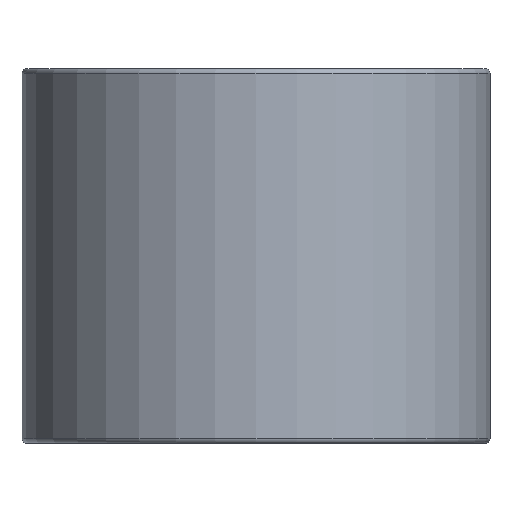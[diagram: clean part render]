
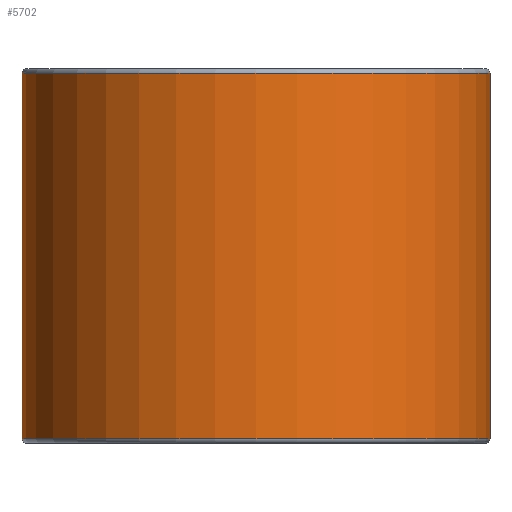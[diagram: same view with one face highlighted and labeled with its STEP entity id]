
A CAD part, left-side view. The second image highlights one B-rep face of the part: STEP entity #5702.
In plain terms, the highlighted cylindrical face has radius 15.875 mm (diameter 31.75 mm), a partial arc.
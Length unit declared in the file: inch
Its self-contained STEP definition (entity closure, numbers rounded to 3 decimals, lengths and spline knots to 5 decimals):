
#85 = AXIS2_PLACEMENT_3D ( 'NONE', #2559, #4761, #5625 ) ;
#104 = VECTOR ( 'NONE', #4691, 39.37008 ) ;
#118 = ORIENTED_EDGE ( 'NONE', *, *, #2146, .T. ) ;
#158 = EDGE_CURVE ( 'NONE', #1461, #1789, #4619, .T. ) ;
#233 = CYLINDRICAL_SURFACE ( 'NONE', #4728, 0.625 ) ;
#643 = AXIS2_PLACEMENT_3D ( 'NONE', #4667, #5540, #2315 ) ;
#1094 = FACE_OUTER_BOUND ( 'NONE', #4639, .T. ) ;
#1393 = ORIENTED_EDGE ( 'NONE', *, *, #2198, .T. ) ;
#1461 = VERTEX_POINT ( 'NONE', #4811 ) ;
#1576 = CARTESIAN_POINT ( 'NONE',  ( 0., -0.625, -0.4875 ) ) ;
#1617 = DIRECTION ( 'NONE',  ( 0., 0., 1. ) ) ;
#1750 = CARTESIAN_POINT ( 'NONE',  ( 0., -0.625, 0.4875 ) ) ;
#1789 = VERTEX_POINT ( 'NONE', #5217 ) ;
#2146 = EDGE_CURVE ( 'NONE', #3463, #1789, #5734, .T. ) ;
#2198 = EDGE_CURVE ( 'NONE', #1461, #4610, #5167, .T. ) ;
#2315 = DIRECTION ( 'NONE',  ( 0., 1., 0. ) ) ;
#2470 = ORIENTED_EDGE ( 'NONE', *, *, #3792, .T. ) ;
#2559 = CARTESIAN_POINT ( 'NONE',  ( 0., 0., -0.4875 ) ) ;
#2768 = CARTESIAN_POINT ( 'NONE',  ( 0., 0.625, 0.5 ) ) ;
#2888 = CARTESIAN_POINT ( 'NONE',  ( 0., 0., 0.5 ) ) ;
#3074 = VECTOR ( 'NONE', #3248, 39.37008 ) ;
#3248 = DIRECTION ( 'NONE',  ( 0., 0., 1. ) ) ;
#3463 = VERTEX_POINT ( 'NONE', #1750 ) ;
#3792 = EDGE_CURVE ( 'NONE', #4610, #3463, #4783, .T. ) ;
#4175 = DIRECTION ( 'NONE',  ( 0., -1., 0. ) ) ;
#4610 = VERTEX_POINT ( 'NONE', #1576 ) ;
#4619 = LINE ( 'NONE', #2768, #3074 ) ;
#4639 = EDGE_LOOP ( 'NONE', ( #4879, #1393, #2470, #118 ) ) ;
#4667 = CARTESIAN_POINT ( 'NONE',  ( 0., 0., 0.4875 ) ) ;
#4691 = DIRECTION ( 'NONE',  ( 0., 0., 1. ) ) ;
#4728 = AXIS2_PLACEMENT_3D ( 'NONE', #2888, #1617, #4175 ) ;
#4761 = DIRECTION ( 'NONE',  ( 0., 0., 1. ) ) ;
#4783 = LINE ( 'NONE', #5704, #104 ) ;
#4811 = CARTESIAN_POINT ( 'NONE',  ( 0., 0.625, -0.4875 ) ) ;
#4879 = ORIENTED_EDGE ( 'NONE', *, *, #158, .F. ) ;
#5167 = CIRCLE ( 'NONE', #85, 0.625 ) ;
#5217 = CARTESIAN_POINT ( 'NONE',  ( 0., 0.625, 0.4875 ) ) ;
#5540 = DIRECTION ( 'NONE',  ( 0., 0., -1. ) ) ;
#5625 = DIRECTION ( 'NONE',  ( 0., -1., 0. ) ) ;
#5702 = ADVANCED_FACE ( 'NONE', ( #1094 ), #233, .T. ) ;
#5704 = CARTESIAN_POINT ( 'NONE',  ( 0., -0.625, 0.5 ) ) ;
#5734 = CIRCLE ( 'NONE', #643, 0.625 ) ;
